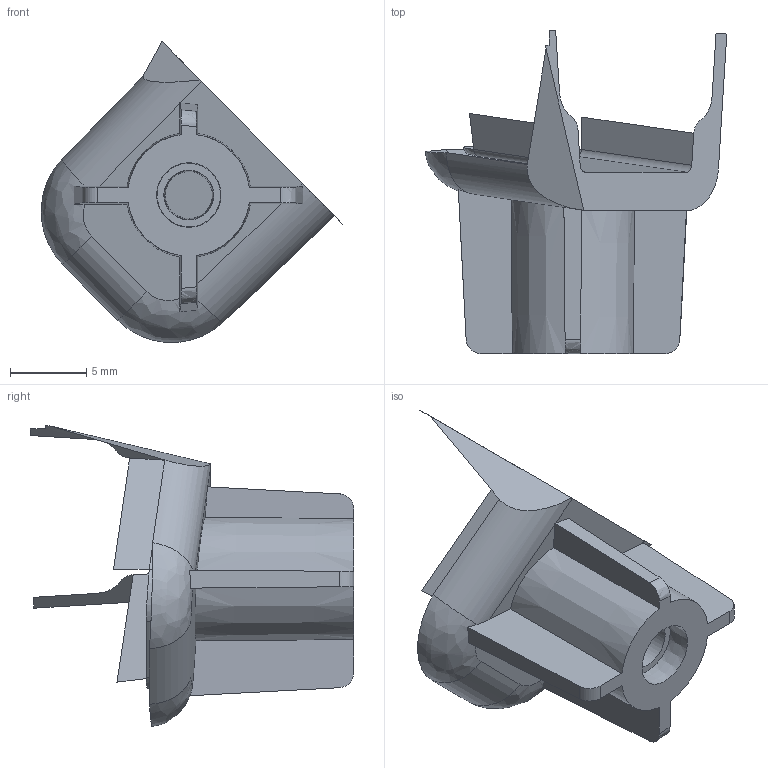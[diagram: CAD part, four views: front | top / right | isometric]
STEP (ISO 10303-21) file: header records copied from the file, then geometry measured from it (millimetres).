
FILE_DESCRIPTION(('Open CASCADE Model'),'2;1');
FILE_NAME('Open CASCADE Shape Model','2025-10-21T21:37:35',('Author'),( 'Open CASCADE'),'Open CASCADE STEP processor 7.7','Open CASCADE 7.7' ,'Unknown');
FILE_SCHEMA(('AUTOMOTIVE_DESIGN { 1 0 10303 214 1 1 1 1 }'));
Length unit declared in the file: millimetre
Products named in the file (46): Open CASCADE STEP translator 7.7 46; Open CASCADE STEP translator 7.7 46.1; Open CASCADE STEP translator 7.7 46.2; Open CASCADE STEP translator 7.7 46.3; Open CASCADE STEP translator 7.7 46.4; Open CASCADE STEP translator 7.7 46.5; Open CASCADE STEP translator 7.7 46.6; Open CASCADE STEP translator 7.7 46.7; Open CASCADE STEP translator 7.7 46.8; Open CASCADE STEP translator 7.7 46.9; Open CASCADE STEP translator 7.7 46.10; Open CASCADE STEP translator 7.7 46.11; Open CASCADE STEP translator 7.7 46.12; Open CASCADE STEP translator 7.7 46.13; Open CASCADE STEP translator 7.7 46.14; Open CASCADE STEP translator 7.7 46.15; Open CASCADE STEP translator 7.7 46.16; Open CASCADE STEP translator 7.7 46.17; Open CASCADE STEP translator 7.7 46.18; Open CASCADE STEP translator 7.7 46.19; Open CASCADE STEP translator 7.7 46.20; Open CASCADE STEP translator 7.7 46.21; Open CASCADE STEP translator 7.7 46.22; Open CASCADE STEP translator 7.7 46.23; Open CASCADE STEP translator 7.7 46.24; Open CASCADE STEP translator 7.7 46.25; Open CASCADE STEP translator 7.7 46.26; Open CASCADE STEP translator 7.7 46.27; Open CASCADE STEP translator 7.7 46.28; Open CASCADE STEP translator 7.7 46.29; Open CASCADE STEP translator 7.7 46.30; Open CASCADE STEP translator 7.7 46.31; Open CASCADE STEP translator 7.7 46.32; Open CASCADE STEP translator 7.7 46.33; Open CASCADE STEP translator 7.7 46.34; Open CASCADE STEP translator 7.7 46.35; Open CASCADE STEP translator 7.7 46.36; Open CASCADE STEP translator 7.7 46.37; Open CASCADE STEP translator 7.7 46.38; Open CASCADE STEP translator 7.7 46.39 ...
Assembly tree (45 placements, depth 2):
  Open CASCADE STEP translator 7.7 46
    Open CASCADE STEP translator 7.7 46.1
    Open CASCADE STEP translator 7.7 46.2
    Open CASCADE STEP translator 7.7 46.3
    Open CASCADE STEP translator 7.7 46.4
    Open CASCADE STEP translator 7.7 46.5
    Open CASCADE STEP translator 7.7 46.6
    Open CASCADE STEP translator 7.7 46.7
    Open CASCADE STEP translator 7.7 46.8
    Open CASCADE STEP translator 7.7 46.9
    Open CASCADE STEP translator 7.7 46.10
    Open CASCADE STEP translator 7.7 46.11
    Open CASCADE STEP translator 7.7 46.12
    Open CASCADE STEP translator 7.7 46.13
    Open CASCADE STEP translator 7.7 46.14
    Open CASCADE STEP translator 7.7 46.15
    Open CASCADE STEP translator 7.7 46.16
    Open CASCADE STEP translator 7.7 46.17
    Open CASCADE STEP translator 7.7 46.18
    Open CASCADE STEP translator 7.7 46.19
    Open CASCADE STEP translator 7.7 46.20
    Open CASCADE STEP translator 7.7 46.21
    Open CASCADE STEP translator 7.7 46.22
    Open CASCADE STEP translator 7.7 46.23
    Open CASCADE STEP translator 7.7 46.24
    Open CASCADE STEP translator 7.7 46.25
    Open CASCADE STEP translator 7.7 46.26
    Open CASCADE STEP translator 7.7 46.27
    Open CASCADE STEP translator 7.7 46.28
    Open CASCADE STEP translator 7.7 46.29
    Open CASCADE STEP translator 7.7 46.30
    Open CASCADE STEP translator 7.7 46.31
    Open CASCADE STEP translator 7.7 46.32
    Open CASCADE STEP translator 7.7 46.33
    Open CASCADE STEP translator 7.7 46.34
    Open CASCADE STEP translator 7.7 46.35
    Open CASCADE STEP translator 7.7 46.36
    Open CASCADE STEP translator 7.7 46.37
    Open CASCADE STEP translator 7.7 46.38
    Open CASCADE STEP translator 7.7 46.39
    Open CASCADE STEP translator 7.7 46.40
    Open CASCADE STEP translator 7.7 46.41
    Open CASCADE STEP translator 7.7 46.42
    Open CASCADE STEP translator 7.7 46.43
    Open CASCADE STEP translator 7.7 46.44
    Open CASCADE STEP translator 7.7 46.45
Bounding box: 19.78 x 21.21 x 19.73 mm (x, y, z)
Surface area: 1114.9 mm2 (no closed solid volume)
Topology: 0 solids, 45 shells, 45 faces, 243 edges, 240 vertices
Faces by surface type: plane 20, bspline 13, cylinder 7, cone 5
Entity records: 6054 total; most frequent: CARTESIAN_POINT 2376, DIRECTION 488, ORIENTED_EDGE 246, PCURVE 246, DEFINITIONAL_REPRESENTATION 246, EDGE_CURVE 243, VERTEX_POINT 240, SURFACE_CURVE 240
